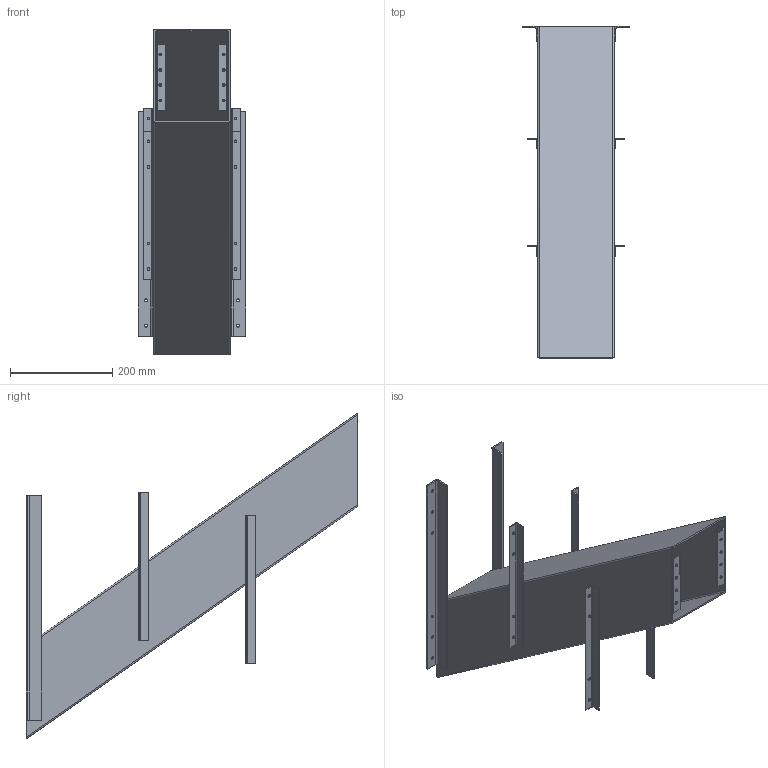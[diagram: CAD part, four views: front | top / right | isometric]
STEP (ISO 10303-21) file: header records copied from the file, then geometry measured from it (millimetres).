
FILE_DESCRIPTION (( 'STEP AP214' ), '1' );
FILE_NAME ('ZTUB_12_MATC.STEP', '2023-11-14T15:28:18', ( '' ), ( '' ), 'SwSTEP 2.0', 'SolidWorks 2018', '' );
FILE_SCHEMA (( 'AUTOMOTIVE_DESIGN' ));
Length unit declared in the file: millimetre
Products named in the file (5): ZTUB_12_MATC; Equerre_Petite; Mat_Centrale; Equerre_Tube; Equerre
Assembly tree (9 placements, depth 2):
  ZTUB_12_MATC
    Equerre_Tube  x2
    Mat_Centrale
    Equerre  x2
    Equerre_Petite  x4
Bounding box: 210 x 650 x 638.25 mm (x, y, z)
Volume: 1656144.4 mm3; surface area: 1145125.9 mm2
Topology: 9 solids, 9 shells, 170 faces, 456 edges, 304 vertices
Faces by surface type: cylinder 96, plane 74
Entity records: 2694 total; most frequent: CARTESIAN_POINT 476, DIRECTION 432, ORIENTED_EDGE 408, EDGE_CURVE 204, AXIS2_PLACEMENT_3D 156, VERTEX_POINT 136, LINE 120, VECTOR 120
